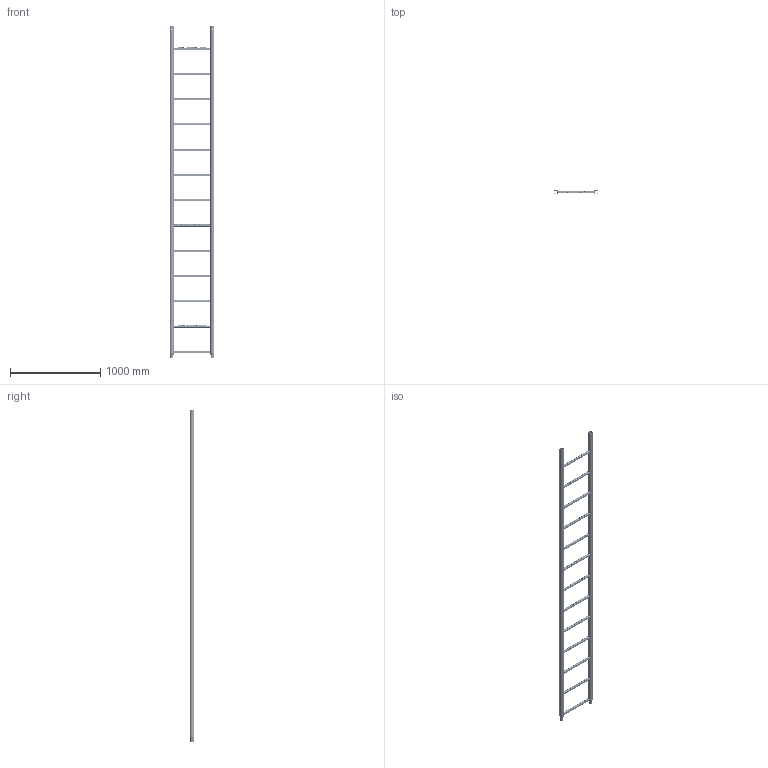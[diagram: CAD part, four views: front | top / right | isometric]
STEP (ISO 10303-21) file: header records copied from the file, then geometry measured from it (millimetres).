
FILE_DESCRIPTION (( 'STEP AP203' ), '1' );
FILE_NAME ('5294000013.STEP', '2024-04-22T11:11:56', ( '' ), ( '' ), 'SwSTEP 2.0', 'SolidWorks 2022', '' );
FILE_SCHEMA (( 'CONFIG_CONTROL_DESIGN' ));
Products named in the file (1): 5294000013
Bounding box: 498.3 x 48.3 x 3680 mm (x, y, z)
Volume: 2796763.4 mm3; surface area: 2852747.3 mm2
Topology: 15 solids, 15 shells, 6219 faces, 17295 edges, 10534 vertices
Faces by surface type: cone 2036, torus 1360, plane 1278, cylinder 1233, bspline 312
Entity records: 226210 total; most frequent: CARTESIAN_POINT 60551, DIRECTION 37567, ORIENTED_EDGE 34590, EDGE_CURVE 17295, AXIS2_PLACEMENT_3D 15550, VERTEX_POINT 10534, CIRCLE 9642, EDGE_LOOP 7011
